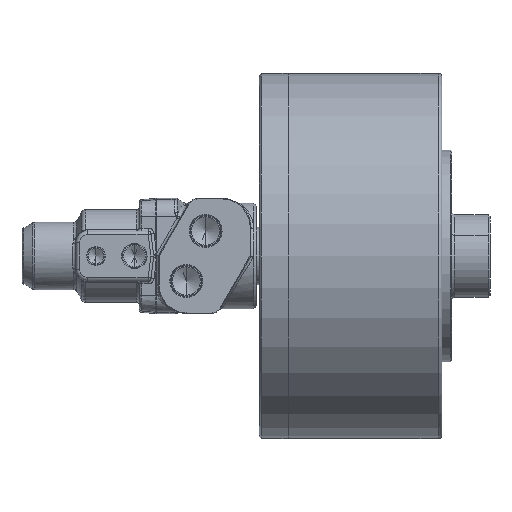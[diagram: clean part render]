
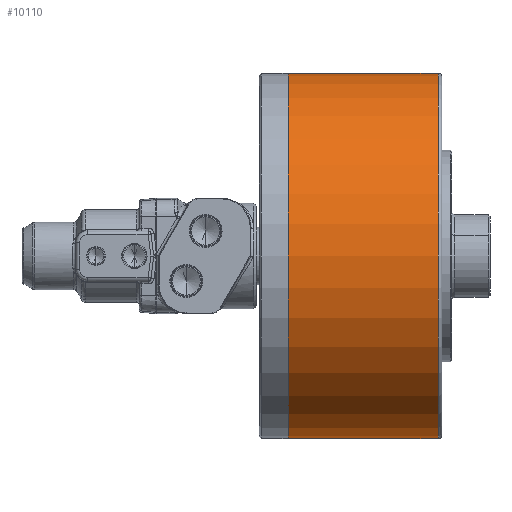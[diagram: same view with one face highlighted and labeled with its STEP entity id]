
A CAD part, front view. The second image highlights one B-rep face of the part: STEP entity #10110.
In plain terms, the highlighted cylindrical face has radius 95 mm (diameter 190 mm), a partial arc.
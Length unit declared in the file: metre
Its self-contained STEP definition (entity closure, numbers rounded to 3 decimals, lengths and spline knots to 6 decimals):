
#2012 = CARTESIAN_POINT ( 'NONE',  ( 0.078, 0., 0.095 ) ) ;
#2041 = CARTESIAN_POINT ( 'NONE',  ( 0.078, 0., -0.095 ) ) ;
#2693 = CARTESIAN_POINT ( 'NONE',  ( 0., 0., -0.095 ) ) ;
#2694 = LINE ( 'NONE', #2693, #2701 ) ;
#2701 = VECTOR ( 'NONE', #2720, 1. ) ;
#2720 = DIRECTION ( 'NONE',  ( -1., 0., 0. ) ) ;
#3261 = LINE ( 'NONE', #3329, #3328 ) ;
#3314 = DIRECTION ( 'NONE',  ( -1., 0., 0. ) ) ;
#3328 = VECTOR ( 'NONE', #3314, 1. ) ;
#3329 = CARTESIAN_POINT ( 'NONE',  ( 0., 0., 0.095 ) ) ;
#3465 = CARTESIAN_POINT ( 'NONE',  ( 0., 0., 0.095 ) ) ;
#3480 = CARTESIAN_POINT ( 'NONE',  ( 0., 0., -0.095 ) ) ;
#3613 = CARTESIAN_POINT ( 'NONE',  ( 0., 0., 0. ) ) ;
#3640 = CIRCLE ( 'NONE', #3688, 0.095 ) ;
#3658 = CYLINDRICAL_SURFACE ( 'NONE', #3662, 0.095 ) ;
#3662 = AXIS2_PLACEMENT_3D ( 'NONE', #3613, #3681, #3693 ) ;
#3680 = DIRECTION ( 'NONE',  ( -1., 0., 0. ) ) ;
#3681 = DIRECTION ( 'NONE',  ( -1., 0., 0. ) ) ;
#3688 = AXIS2_PLACEMENT_3D ( 'NONE', #3705, #3680, #3690 ) ;
#3690 = DIRECTION ( 'NONE',  ( 0., 0., 1. ) ) ;
#3693 = DIRECTION ( 'NONE',  ( 0., 0., 1. ) ) ;
#3694 = FACE_OUTER_BOUND ( 'NONE', #10114, .T. ) ;
#3705 = CARTESIAN_POINT ( 'NONE',  ( 0.078, 0., 0. ) ) ;
#4469 = DIRECTION ( 'NONE',  ( 0., 0., 1. ) ) ;
#4470 = DIRECTION ( 'NONE',  ( -1., 0., 0. ) ) ;
#4471 = AXIS2_PLACEMENT_3D ( 'NONE', #4567, #4470, #4469 ) ;
#4472 = CIRCLE ( 'NONE', #4471, 0.095 ) ;
#4567 = CARTESIAN_POINT ( 'NONE',  ( 0., 0., 0. ) ) ;
#5038 = VERTEX_POINT ( 'NONE', #2012 ) ;
#5049 = VERTEX_POINT ( 'NONE', #2041 ) ;
#9485 = EDGE_CURVE ( 'NONE', #5038, #9737, #3261, .T. ) ;
#9564 = EDGE_CURVE ( 'NONE', #5049, #9752, #2694, .T. ) ;
#9737 = VERTEX_POINT ( 'NONE', #3465 ) ;
#9752 = VERTEX_POINT ( 'NONE', #3480 ) ;
#10110 = ADVANCED_FACE ( 'NONE', ( #3694 ), #3658, .T. ) ;
#10112 = EDGE_CURVE ( 'NONE', #5049, #5038, #3640, .T. ) ;
#10114 = EDGE_LOOP ( 'NONE', ( #10148, #10115, #10176, #10130 ) ) ;
#10115 = ORIENTED_EDGE ( 'NONE', *, *, #10112, .T. ) ;
#10130 = ORIENTED_EDGE ( 'NONE', *, *, #10210, .F. ) ;
#10148 = ORIENTED_EDGE ( 'NONE', *, *, #9564, .F. ) ;
#10176 = ORIENTED_EDGE ( 'NONE', *, *, #9485, .T. ) ;
#10210 = EDGE_CURVE ( 'NONE', #9752, #9737, #4472, .T. ) ;
